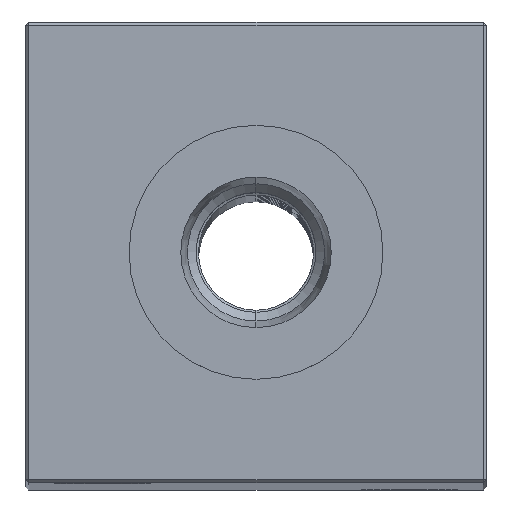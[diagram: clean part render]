
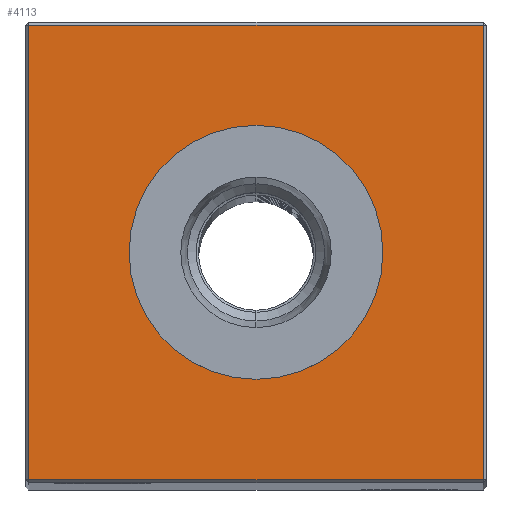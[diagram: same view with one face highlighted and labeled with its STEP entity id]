
A CAD part, top view. The second image highlights one B-rep face of the part: STEP entity #4113.
In plain terms, the highlighted planar face has unit normal (0, 0, 1).
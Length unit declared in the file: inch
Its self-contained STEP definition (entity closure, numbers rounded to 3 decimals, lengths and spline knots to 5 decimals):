
#2404 = ORIENTED_EDGE ( 'NONE', *, *, #18748, .T. ) ;
#2439 = FACE_BOUND ( 'NONE', #13049, .T. ) ;
#2621 = VECTOR ( 'NONE', #21105, 39.37008 ) ;
#2624 = CIRCLE ( 'NONE', #7051, 0.41339 ) ;
#3276 = CARTESIAN_POINT ( 'NONE',  ( 0., 0., 13.75 ) ) ;
#3674 = CARTESIAN_POINT ( 'NONE',  ( -0.74, 0., 13.75 ) ) ;
#4113 = ADVANCED_FACE ( 'NONE', ( #25690, #2439 ), #5071, .F. ) ;
#4193 = EDGE_CURVE ( 'NONE', #13846, #17685, #20165, .T. ) ;
#4196 = CARTESIAN_POINT ( 'NONE',  ( -0.74, 0.74, 13.75 ) ) ;
#5071 = PLANE ( 'NONE',  #19049 ) ;
#5400 = EDGE_CURVE ( 'NONE', #13852, #24089, #7956, .T. ) ;
#5770 = LINE ( 'NONE', #11815, #7861 ) ;
#6616 = CARTESIAN_POINT ( 'NONE',  ( 0., 0.41339, 13.75 ) ) ;
#6725 = DIRECTION ( 'NONE',  ( -1., 0., 0. ) ) ;
#7051 = AXIS2_PLACEMENT_3D ( 'NONE', #3276, #20320, #24456 ) ;
#7842 = DIRECTION ( 'NONE',  ( 1., 0., 0. ) ) ;
#7861 = VECTOR ( 'NONE', #7842, 39.37008 ) ;
#7956 = LINE ( 'NONE', #16339, #23095 ) ;
#8754 = LINE ( 'NONE', #10819, #2621 ) ;
#8841 = EDGE_CURVE ( 'NONE', #17685, #13852, #5770, .T. ) ;
#10131 = ORIENTED_EDGE ( 'NONE', *, *, #16396, .T. ) ;
#10669 = CARTESIAN_POINT ( 'NONE',  ( 0.74, -0.74, 13.75 ) ) ;
#10819 = CARTESIAN_POINT ( 'NONE',  ( 0., 0.74, 13.75 ) ) ;
#11501 = ORIENTED_EDGE ( 'NONE', *, *, #13368, .T. ) ;
#11815 = CARTESIAN_POINT ( 'NONE',  ( 0., -0.74, 13.75 ) ) ;
#13041 = CARTESIAN_POINT ( 'NONE',  ( 0., 0., 13.75 ) ) ;
#13049 = EDGE_LOOP ( 'NONE', ( #2404, #11501 ) ) ;
#13326 = DIRECTION ( 'NONE',  ( 0., 0., -1. ) ) ;
#13368 = EDGE_CURVE ( 'NONE', #16741, #18420, #2624, .T. ) ;
#13680 = AXIS2_PLACEMENT_3D ( 'NONE', #13041, #23489, #6725 ) ;
#13751 = ORIENTED_EDGE ( 'NONE', *, *, #5400, .T. ) ;
#13846 = VERTEX_POINT ( 'NONE', #4196 ) ;
#13852 = VERTEX_POINT ( 'NONE', #10669 ) ;
#14275 = DIRECTION ( 'NONE',  ( 0., 1., 0. ) ) ;
#15381 = CARTESIAN_POINT ( 'NONE',  ( 0., 0., 13.75 ) ) ;
#15546 = CARTESIAN_POINT ( 'NONE',  ( -0.74, -0.74, 13.75 ) ) ;
#16339 = CARTESIAN_POINT ( 'NONE',  ( 0.74, 0., 13.75 ) ) ;
#16396 = EDGE_CURVE ( 'NONE', #24089, #13846, #8754, .T. ) ;
#16741 = VERTEX_POINT ( 'NONE', #20665 ) ;
#17547 = CARTESIAN_POINT ( 'NONE',  ( 0.74, 0.74, 13.75 ) ) ;
#17685 = VERTEX_POINT ( 'NONE', #15546 ) ;
#18382 = DIRECTION ( 'NONE',  ( 0., -1., 0. ) ) ;
#18420 = VERTEX_POINT ( 'NONE', #6616 ) ;
#18748 = EDGE_CURVE ( 'NONE', #18420, #16741, #26382, .T. ) ;
#19049 = AXIS2_PLACEMENT_3D ( 'NONE', #15381, #13326, #19486 ) ;
#19486 = DIRECTION ( 'NONE',  ( -1., 0., 0. ) ) ;
#19756 = ORIENTED_EDGE ( 'NONE', *, *, #8841, .T. ) ;
#20165 = LINE ( 'NONE', #3674, #23463 ) ;
#20320 = DIRECTION ( 'NONE',  ( 0., 0., -1. ) ) ;
#20665 = CARTESIAN_POINT ( 'NONE',  ( 0., -0.41339, 13.75 ) ) ;
#20758 = EDGE_LOOP ( 'NONE', ( #26972, #19756, #13751, #10131 ) ) ;
#21105 = DIRECTION ( 'NONE',  ( -1., 0., 0. ) ) ;
#23095 = VECTOR ( 'NONE', #14275, 39.37008 ) ;
#23463 = VECTOR ( 'NONE', #18382, 39.37008 ) ;
#23489 = DIRECTION ( 'NONE',  ( 0., 0., -1. ) ) ;
#24089 = VERTEX_POINT ( 'NONE', #17547 ) ;
#24456 = DIRECTION ( 'NONE',  ( -1., 0., 0. ) ) ;
#25690 = FACE_OUTER_BOUND ( 'NONE', #20758, .T. ) ;
#26382 = CIRCLE ( 'NONE', #13680, 0.41339 ) ;
#26972 = ORIENTED_EDGE ( 'NONE', *, *, #4193, .T. ) ;
